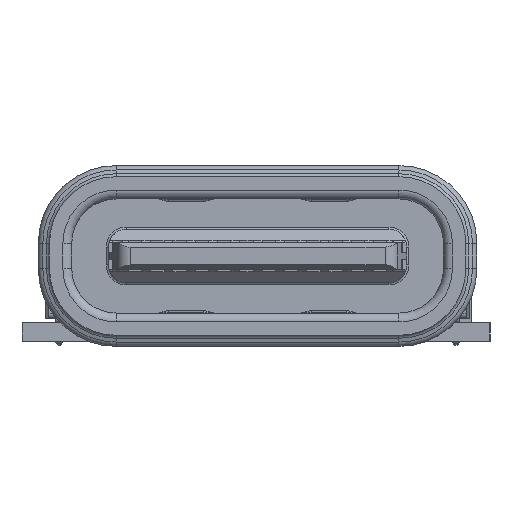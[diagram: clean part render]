
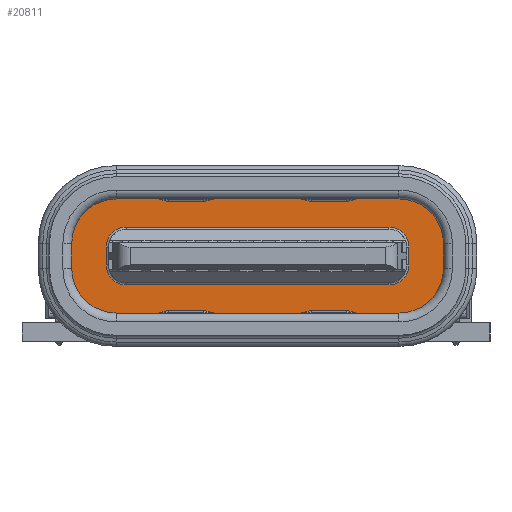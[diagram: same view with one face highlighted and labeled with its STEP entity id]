
A CAD part, left-side view. The second image highlights one B-rep face of the part: STEP entity #20811.
In plain terms, the highlighted face is planar.
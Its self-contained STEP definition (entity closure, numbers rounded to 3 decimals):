
#20783 = EDGE_CURVE('',#20784,#20786,#20788,.T.);
#20784 = VERTEX_POINT('',#20785);
#20785 = CARTESIAN_POINT('',(-3.17,1.28,-3.3));
#20786 = VERTEX_POINT('',#20787);
#20787 = CARTESIAN_POINT('',(-4.17,0.28,-3.3));
#20788 = CIRCLE('',#20789,1.);
#20789 = AXIS2_PLACEMENT_3D('',#20790,#20791,#20792);
#20790 = CARTESIAN_POINT('',(-3.17,0.28,-3.3));
#20791 = DIRECTION('',(0.,0.,1.));
#20792 = DIRECTION('',(0.,1.,0.));
#20811 = ADVANCED_FACE('',(#20812,#20872),#20942,.F.);
#20812 = FACE_BOUND('',#20813,.F.);
#20813 = EDGE_LOOP('',(#20814,#20822,#20823,#20831,#20840,#20848,#20857,
    #20865));
#20814 = ORIENTED_EDGE('',*,*,#20815,.T.);
#20815 = EDGE_CURVE('',#20816,#20786,#20818,.T.);
#20816 = VERTEX_POINT('',#20817);
#20817 = CARTESIAN_POINT('',(-4.17,-0.28,-3.3));
#20818 = LINE('',#20819,#20820);
#20819 = CARTESIAN_POINT('',(-4.17,-0.28,-3.3));
#20820 = VECTOR('',#20821,1.);
#20821 = DIRECTION('',(0.,1.,0.));
#20822 = ORIENTED_EDGE('',*,*,#20783,.F.);
#20823 = ORIENTED_EDGE('',*,*,#20824,.T.);
#20824 = EDGE_CURVE('',#20784,#20825,#20827,.T.);
#20825 = VERTEX_POINT('',#20826);
#20826 = CARTESIAN_POINT('',(3.17,1.28,-3.3));
#20827 = LINE('',#20828,#20829);
#20828 = CARTESIAN_POINT('',(-3.17,1.28,-3.3));
#20829 = VECTOR('',#20830,1.);
#20830 = DIRECTION('',(1.,0.,0.));
#20831 = ORIENTED_EDGE('',*,*,#20832,.F.);
#20832 = EDGE_CURVE('',#20833,#20825,#20835,.T.);
#20833 = VERTEX_POINT('',#20834);
#20834 = CARTESIAN_POINT('',(4.17,0.28,-3.3));
#20835 = CIRCLE('',#20836,1.);
#20836 = AXIS2_PLACEMENT_3D('',#20837,#20838,#20839);
#20837 = CARTESIAN_POINT('',(3.17,0.28,-3.3));
#20838 = DIRECTION('',(0.,0.,1.));
#20839 = DIRECTION('',(1.,0.,0.));
#20840 = ORIENTED_EDGE('',*,*,#20841,.T.);
#20841 = EDGE_CURVE('',#20833,#20842,#20844,.T.);
#20842 = VERTEX_POINT('',#20843);
#20843 = CARTESIAN_POINT('',(4.17,-0.28,-3.3));
#20844 = LINE('',#20845,#20846);
#20845 = CARTESIAN_POINT('',(4.17,0.28,-3.3));
#20846 = VECTOR('',#20847,1.);
#20847 = DIRECTION('',(0.,-1.,0.));
#20848 = ORIENTED_EDGE('',*,*,#20849,.F.);
#20849 = EDGE_CURVE('',#20850,#20842,#20852,.T.);
#20850 = VERTEX_POINT('',#20851);
#20851 = CARTESIAN_POINT('',(3.17,-1.28,-3.3));
#20852 = CIRCLE('',#20853,1.);
#20853 = AXIS2_PLACEMENT_3D('',#20854,#20855,#20856);
#20854 = CARTESIAN_POINT('',(3.17,-0.28,-3.3));
#20855 = DIRECTION('',(0.,0.,1.));
#20856 = DIRECTION('',(0.,-1.,0.));
#20857 = ORIENTED_EDGE('',*,*,#20858,.T.);
#20858 = EDGE_CURVE('',#20850,#20859,#20861,.T.);
#20859 = VERTEX_POINT('',#20860);
#20860 = CARTESIAN_POINT('',(-3.17,-1.28,-3.3));
#20861 = LINE('',#20862,#20863);
#20862 = CARTESIAN_POINT('',(3.17,-1.28,-3.3));
#20863 = VECTOR('',#20864,1.);
#20864 = DIRECTION('',(-1.,0.,0.));
#20865 = ORIENTED_EDGE('',*,*,#20866,.F.);
#20866 = EDGE_CURVE('',#20816,#20859,#20867,.T.);
#20867 = CIRCLE('',#20868,1.);
#20868 = AXIS2_PLACEMENT_3D('',#20869,#20870,#20871);
#20869 = CARTESIAN_POINT('',(-3.17,-0.28,-3.3));
#20870 = DIRECTION('',(0.,0.,1.));
#20871 = DIRECTION('',(-1.,0.,0.));
#20872 = FACE_BOUND('',#20873,.F.);
#20873 = EDGE_LOOP('',(#20874,#20885,#20893,#20902,#20910,#20919,#20927,
    #20936));
#20874 = ORIENTED_EDGE('',*,*,#20875,.T.);
#20875 = EDGE_CURVE('',#20876,#20878,#20880,.T.);
#20876 = VERTEX_POINT('',#20877);
#20877 = CARTESIAN_POINT('',(3.395,0.2,-3.3));
#20878 = VERTEX_POINT('',#20879);
#20879 = CARTESIAN_POINT('',(2.945,0.65,-3.3));
#20880 = CIRCLE('',#20881,0.45);
#20881 = AXIS2_PLACEMENT_3D('',#20882,#20883,#20884);
#20882 = CARTESIAN_POINT('',(2.945,0.2,-3.3));
#20883 = DIRECTION('',(0.,0.,1.));
#20884 = DIRECTION('',(1.,0.,0.));
#20885 = ORIENTED_EDGE('',*,*,#20886,.T.);
#20886 = EDGE_CURVE('',#20878,#20887,#20889,.T.);
#20887 = VERTEX_POINT('',#20888);
#20888 = CARTESIAN_POINT('',(-2.945,0.65,-3.3));
#20889 = LINE('',#20890,#20891);
#20890 = CARTESIAN_POINT('',(2.945,0.65,-3.3));
#20891 = VECTOR('',#20892,1.);
#20892 = DIRECTION('',(-1.,0.,0.));
#20893 = ORIENTED_EDGE('',*,*,#20894,.T.);
#20894 = EDGE_CURVE('',#20887,#20895,#20897,.T.);
#20895 = VERTEX_POINT('',#20896);
#20896 = CARTESIAN_POINT('',(-3.395,0.2,-3.3));
#20897 = CIRCLE('',#20898,0.45);
#20898 = AXIS2_PLACEMENT_3D('',#20899,#20900,#20901);
#20899 = CARTESIAN_POINT('',(-2.945,0.2,-3.3));
#20900 = DIRECTION('',(0.,0.,1.));
#20901 = DIRECTION('',(0.,1.,0.));
#20902 = ORIENTED_EDGE('',*,*,#20903,.T.);
#20903 = EDGE_CURVE('',#20895,#20904,#20906,.T.);
#20904 = VERTEX_POINT('',#20905);
#20905 = CARTESIAN_POINT('',(-3.395,-0.2,-3.3));
#20906 = LINE('',#20907,#20908);
#20907 = CARTESIAN_POINT('',(-3.395,0.2,-3.3));
#20908 = VECTOR('',#20909,1.);
#20909 = DIRECTION('',(0.,-1.,0.));
#20910 = ORIENTED_EDGE('',*,*,#20911,.T.);
#20911 = EDGE_CURVE('',#20904,#20912,#20914,.T.);
#20912 = VERTEX_POINT('',#20913);
#20913 = CARTESIAN_POINT('',(-2.945,-0.65,-3.3));
#20914 = CIRCLE('',#20915,0.45);
#20915 = AXIS2_PLACEMENT_3D('',#20916,#20917,#20918);
#20916 = CARTESIAN_POINT('',(-2.945,-0.2,-3.3));
#20917 = DIRECTION('',(0.,0.,1.));
#20918 = DIRECTION('',(-1.,0.,0.));
#20919 = ORIENTED_EDGE('',*,*,#20920,.T.);
#20920 = EDGE_CURVE('',#20912,#20921,#20923,.T.);
#20921 = VERTEX_POINT('',#20922);
#20922 = CARTESIAN_POINT('',(2.945,-0.65,-3.3));
#20923 = LINE('',#20924,#20925);
#20924 = CARTESIAN_POINT('',(-2.945,-0.65,-3.3));
#20925 = VECTOR('',#20926,1.);
#20926 = DIRECTION('',(1.,0.,0.));
#20927 = ORIENTED_EDGE('',*,*,#20928,.T.);
#20928 = EDGE_CURVE('',#20921,#20929,#20931,.T.);
#20929 = VERTEX_POINT('',#20930);
#20930 = CARTESIAN_POINT('',(3.395,-0.2,-3.3));
#20931 = CIRCLE('',#20932,0.45);
#20932 = AXIS2_PLACEMENT_3D('',#20933,#20934,#20935);
#20933 = CARTESIAN_POINT('',(2.945,-0.2,-3.3));
#20934 = DIRECTION('',(0.,0.,1.));
#20935 = DIRECTION('',(0.,-1.,0.));
#20936 = ORIENTED_EDGE('',*,*,#20937,.T.);
#20937 = EDGE_CURVE('',#20929,#20876,#20938,.T.);
#20938 = LINE('',#20939,#20940);
#20939 = CARTESIAN_POINT('',(3.395,-0.2,-3.3));
#20940 = VECTOR('',#20941,1.);
#20941 = DIRECTION('',(0.,1.,0.));
#20942 = PLANE('',#20943);
#20943 = AXIS2_PLACEMENT_3D('',#20944,#20945,#20946);
#20944 = CARTESIAN_POINT('',(0.,0.,-3.3));
#20945 = DIRECTION('',(0.,0.,-1.));
#20946 = DIRECTION('',(-1.,0.,0.));
